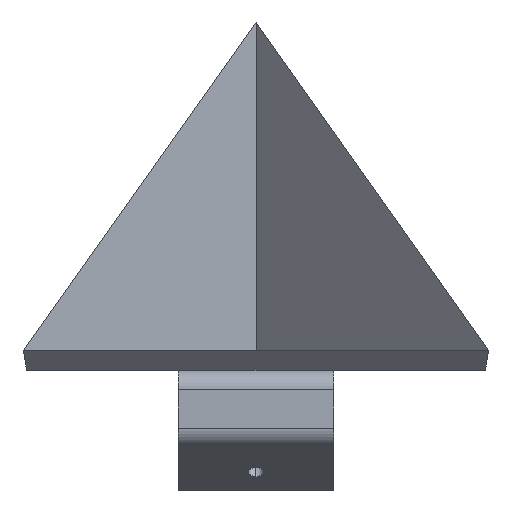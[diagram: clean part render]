
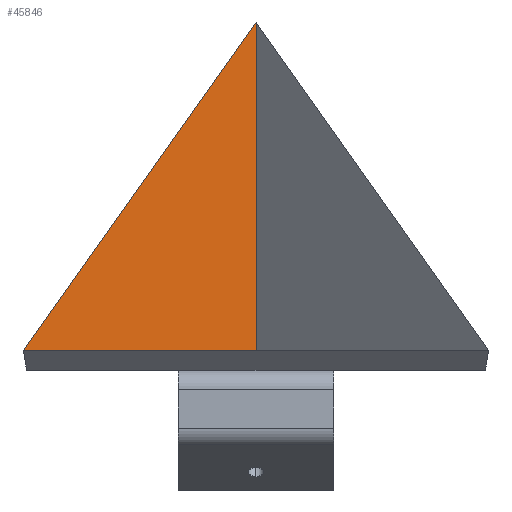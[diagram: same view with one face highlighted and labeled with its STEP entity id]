
A CAD part, top view. The second image highlights one B-rep face of the part: STEP entity #45846.
In plain terms, the highlighted planar face has unit normal (0.707, 0, 0.707).
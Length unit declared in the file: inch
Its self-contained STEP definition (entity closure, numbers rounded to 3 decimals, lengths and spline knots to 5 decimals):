
#910 = EDGE_CURVE ( 'NONE', #10302, #45948, #20422, .T. ) ;
#2818 = CARTESIAN_POINT ( 'NONE',  ( 0., 0., -3. ) ) ;
#5503 = EDGE_CURVE ( 'NONE', #37218, #10302, #43179, .T. ) ;
#5726 = DIRECTION ( 'NONE',  ( 0.5, 0.707, -0.5 ) ) ;
#7918 = CARTESIAN_POINT ( 'NONE',  ( 0., 0., -3. ) ) ;
#10302 = VERTEX_POINT ( 'NONE', #2818 ) ;
#13621 = AXIS2_PLACEMENT_3D ( 'NONE', #40153, #14098, #17559 ) ;
#13674 = ORIENTED_EDGE ( 'NONE', *, *, #910, .F. ) ;
#13886 = EDGE_CURVE ( 'NONE', #45948, #37218, #16976, .T. ) ;
#14098 = DIRECTION ( 'NONE',  ( -0.707, 0., -0.707 ) ) ;
#16976 = LINE ( 'NONE', #43449, #26960 ) ;
#17559 = DIRECTION ( 'NONE',  ( -0.707, 0., 0.707 ) ) ;
#18039 = CARTESIAN_POINT ( 'NONE',  ( -3., 0., 0. ) ) ;
#18971 = DIRECTION ( 'NONE',  ( -0.707, 0., 0.707 ) ) ;
#19252 = FACE_OUTER_BOUND ( 'NONE', #28960, .T. ) ;
#20422 = LINE ( 'NONE', #7918, #46980 ) ;
#26960 = VECTOR ( 'NONE', #5726, 39.37008 ) ;
#28960 = EDGE_LOOP ( 'NONE', ( #47297, #13674, #46629 ) ) ;
#36314 = PLANE ( 'NONE',  #13621 ) ;
#37218 = VERTEX_POINT ( 'NONE', #43523 ) ;
#40153 = CARTESIAN_POINT ( 'NONE',  ( 0., 0., -3. ) ) ;
#40228 = DIRECTION ( 'NONE',  ( 0., -1., 0. ) ) ;
#43179 = LINE ( 'NONE', #43852, #46146 ) ;
#43449 = CARTESIAN_POINT ( 'NONE',  ( -3., 0., 0. ) ) ;
#43523 = CARTESIAN_POINT ( 'NONE',  ( 0., 4.24264, -3. ) ) ;
#43852 = CARTESIAN_POINT ( 'NONE',  ( 0., 4.24264, -3. ) ) ;
#45846 = ADVANCED_FACE ( 'NONE', ( #19252 ), #36314, .F. ) ;
#45948 = VERTEX_POINT ( 'NONE', #18039 ) ;
#46146 = VECTOR ( 'NONE', #40228, 39.37008 ) ;
#46629 = ORIENTED_EDGE ( 'NONE', *, *, #5503, .F. ) ;
#46980 = VECTOR ( 'NONE', #18971, 39.37008 ) ;
#47297 = ORIENTED_EDGE ( 'NONE', *, *, #13886, .F. ) ;
